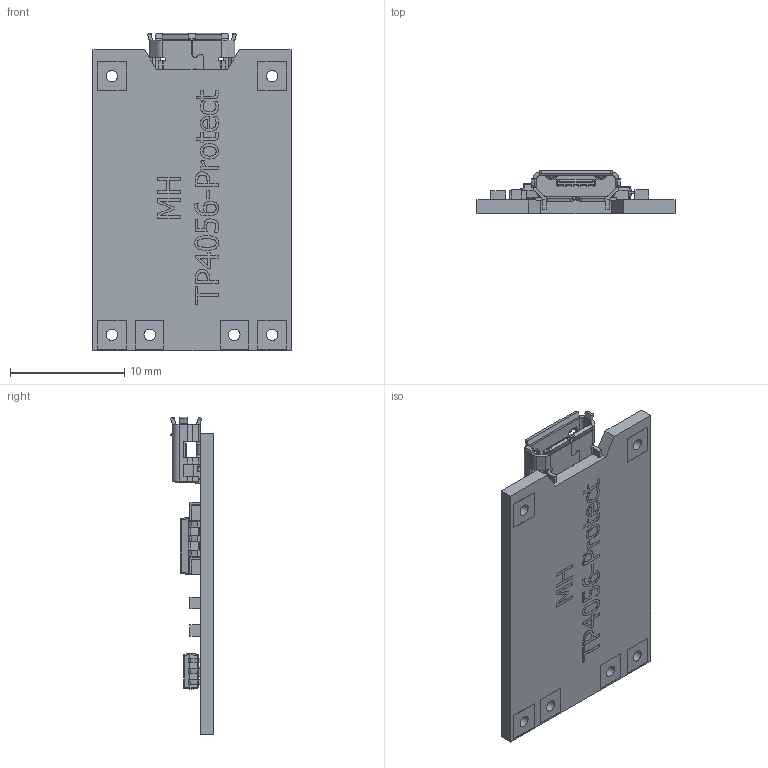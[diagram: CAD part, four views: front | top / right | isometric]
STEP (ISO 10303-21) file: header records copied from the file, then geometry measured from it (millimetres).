
FILE_DESCRIPTION(/* description */ ('STEP AP203'),/* implementation_level */ '2;1');
FILE_NAME(/* name */ 'TP4056-Protect.stp',/* time_stamp */ '2018-08-08T12:50:57+03:00',/* author */ ('rdusak'),/* organization */ (''),/* preprocessor_version */ 'ST-DEVELOPER v16.13',/* originating_system */ 'Autodesk Inventor 2018',/* authorisation */ '');
FILE_SCHEMA (('AUTOMOTIVE_DESIGN { 1 0 10303 214 3 1 1 }'));
Products named in the file (9): Копия micro_usb_connector^Плата 
ЗУ TP4056(03962A); Копия shield^Копия micr
o_usb_connector_Плата ЗУ TP4056(0
3962A); Копия socket_housing^Копия 
micro_usb_connector_Плата ЗУ TP40
56(03962A); Копия socket_plate^Копия 
micro_usb_connector_Плата ЗУ TP40
56(03962A); Копия terminal^Копия mi
cro_usb_connector_Плата ЗУ TP4056
(03962A); Деталь11^Плата 
ЗУ TP4056(03962A); Копия MO-153AA^Плата 
ЗУ TP4056(03962A); Копия SC-74^Плата 
ЗУ TP4056(03962A); Копия MS-012AA^Плата 
ЗУ TP4056(03962A)
Assembly tree (13 placements, depth 2):
  Копия micro_usb_connector^Плата 
ЗУ TP4056(03962A)
    Копия shield^Копия micr
o_usb_connector_Плата ЗУ TP4056(0
3962A)
    Копия socket_housing^Копия 
micro_usb_connector_Плата ЗУ TP40
56(03962A)
    Копия socket_plate^Копия 
micro_usb_connector_Плата ЗУ TP40
56(03962A)
    Копия terminal^Копия mi
cro_usb_connector_Плата ЗУ TP4056
(03962A)  x5
Bounding box: 17.3 x 3.76 x 27.75 mm (x, y, z)
Volume: 617.6 mm3; surface area: 1558.1 mm2
Topology: 36 solids, 36 shells, 1859 faces, 5006 edges, 3259 vertices
Faces by surface type: plane 1126, cylinder 434, bspline 295, sphere 4
Full cylindrical faces by diameter (mm): 0.6 x4, 0.65 x1, 0.75 x1, 1 x6
Entity records: 63393 total; most frequent: CARTESIAN_POINT 20170, ORIENTED_EDGE 9398, DIRECTION 7952, EDGE_CURVE 4699, LINE 3376, VECTOR 3376, VERTEX_POINT 3079, AXIS2_PLACEMENT_3D 2288
